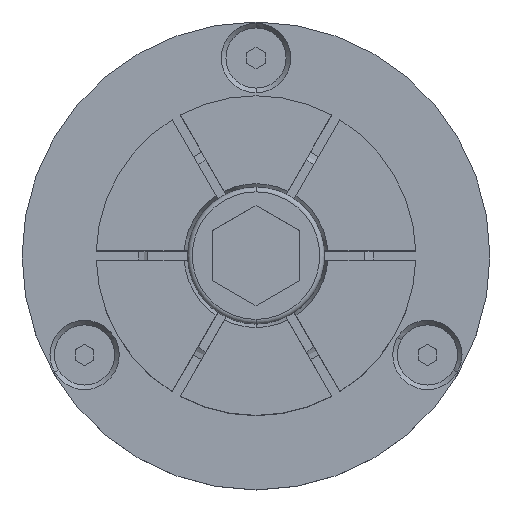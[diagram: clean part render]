
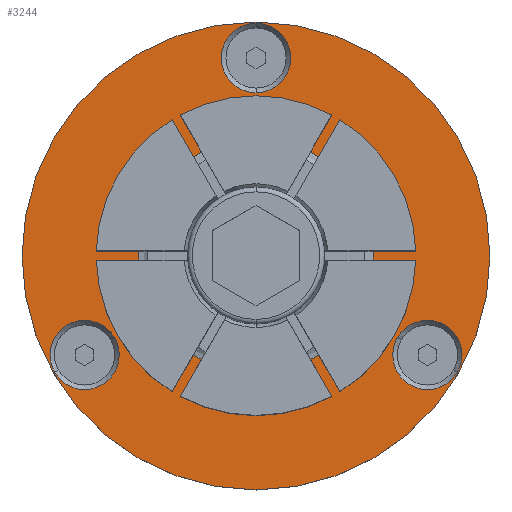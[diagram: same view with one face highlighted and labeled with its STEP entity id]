
A CAD part, top view. The second image highlights one B-rep face of the part: STEP entity #3244.
In plain terms, the highlighted planar face has unit normal (0, 0, 1).
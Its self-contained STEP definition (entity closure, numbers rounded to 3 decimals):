
#16 = DIRECTION ( 'NONE',  ( 0.866, -0.5, 0. ) ) ;
#34 = DIRECTION ( 'NONE',  ( 0., 0., -1. ) ) ;
#159 = VERTEX_POINT ( 'NONE', #3952 ) ;
#186 = ORIENTED_EDGE ( 'NONE', *, *, #3134, .T. ) ;
#188 = EDGE_CURVE ( 'NONE', #2227, #3012, #605, .T. ) ;
#306 = AXIS2_PLACEMENT_3D ( 'NONE', #4520, #2124, #16 ) ;
#312 = ORIENTED_EDGE ( 'NONE', *, *, #1326, .T. ) ;
#411 = DIRECTION ( 'NONE',  ( 0., 0., -1. ) ) ;
#424 = VERTEX_POINT ( 'NONE', #3863 ) ;
#425 = CARTESIAN_POINT ( 'NONE',  ( -27.661, -15.97, 7.874 ) ) ;
#471 = CIRCLE ( 'NONE', #306, 5.588 ) ;
#486 = DIRECTION ( 'NONE',  ( 0., 1., 0. ) ) ;
#605 = CIRCLE ( 'NONE', #4228, 5.588 ) ;
#613 = EDGE_LOOP ( 'NONE', ( #2192, #2020 ) ) ;
#617 = CIRCLE ( 'NONE', #3734, 5.588 ) ;
#663 = ORIENTED_EDGE ( 'NONE', *, *, #1034, .F. ) ;
#712 = AXIS2_PLACEMENT_3D ( 'NONE', #2507, #3707, #486 ) ;
#813 = FACE_BOUND ( 'NONE', #3334, .T. ) ;
#846 = VERTEX_POINT ( 'NONE', #2253 ) ;
#985 = EDGE_LOOP ( 'NONE', ( #663, #1386 ) ) ;
#1034 = EDGE_CURVE ( 'NONE', #1121, #424, #2448, .T. ) ;
#1121 = VERTEX_POINT ( 'NONE', #2770 ) ;
#1137 = CARTESIAN_POINT ( 'NONE',  ( -27.661, -15.97, 7.874 ) ) ;
#1167 = CARTESIAN_POINT ( 'NONE',  ( 32.501, -18.764, 7.874 ) ) ;
#1311 = CIRCLE ( 'NONE', #4955, 18.923 ) ;
#1322 = ORIENTED_EDGE ( 'NONE', *, *, #3521, .T. ) ;
#1326 = EDGE_CURVE ( 'NONE', #4555, #846, #617, .T. ) ;
#1386 = ORIENTED_EDGE ( 'NONE', *, *, #3662, .F. ) ;
#1478 = CARTESIAN_POINT ( 'NONE',  ( -22.822, -13.176, 7.874 ) ) ;
#1622 = DIRECTION ( 'NONE',  ( 0., 1., 0. ) ) ;
#1635 = AXIS2_PLACEMENT_3D ( 'NONE', #3635, #34, #1622 ) ;
#1640 = DIRECTION ( 'NONE',  ( -0.866, -0.5, 0. ) ) ;
#1650 = CARTESIAN_POINT ( 'NONE',  ( 0., 18.923, 7.874 ) ) ;
#1719 = VERTEX_POINT ( 'NONE', #1650 ) ;
#1722 = DIRECTION ( 'NONE',  ( 0., 1., 0. ) ) ;
#1728 = CIRCLE ( 'NONE', #4431, 37.749 ) ;
#1748 = CARTESIAN_POINT ( 'NONE',  ( 0., 0., 7.874 ) ) ;
#1834 = CARTESIAN_POINT ( 'NONE',  ( 27.661, -15.97, 7.874 ) ) ;
#1888 = DIRECTION ( 'NONE',  ( -0.866, -0.5, 0. ) ) ;
#1914 = ORIENTED_EDGE ( 'NONE', *, *, #188, .T. ) ;
#1934 = FACE_BOUND ( 'NONE', #3800, .T. ) ;
#1945 = CARTESIAN_POINT ( 'NONE',  ( -32.501, -18.764, 7.874 ) ) ;
#1955 = EDGE_LOOP ( 'NONE', ( #5223, #186 ) ) ;
#2020 = ORIENTED_EDGE ( 'NONE', *, *, #3928, .T. ) ;
#2055 = CIRCLE ( 'NONE', #3925, 18.923 ) ;
#2124 = DIRECTION ( 'NONE',  ( 0., 0., -1. ) ) ;
#2192 = ORIENTED_EDGE ( 'NONE', *, *, #4941, .T. ) ;
#2227 = VERTEX_POINT ( 'NONE', #1945 ) ;
#2253 = CARTESIAN_POINT ( 'NONE',  ( 22.822, -13.176, 7.874 ) ) ;
#2357 = DIRECTION ( 'NONE',  ( 0., 0., -1. ) ) ;
#2403 = CARTESIAN_POINT ( 'NONE',  ( 37.749, 0., 7.874 ) ) ;
#2448 = CIRCLE ( 'NONE', #3226, 37.749 ) ;
#2453 = FACE_OUTER_BOUND ( 'NONE', #985, .T. ) ;
#2507 = CARTESIAN_POINT ( 'NONE',  ( 0., 31.94, 7.874 ) ) ;
#2644 = DIRECTION ( 'NONE',  ( 0., 0., -1. ) ) ;
#2770 = CARTESIAN_POINT ( 'NONE',  ( 0., 37.749, 7.874 ) ) ;
#2777 = CARTESIAN_POINT ( 'NONE',  ( 0., 26.352, 7.874 ) ) ;
#2865 = FACE_BOUND ( 'NONE', #1955, .T. ) ;
#3012 = VERTEX_POINT ( 'NONE', #1478 ) ;
#3111 = VERTEX_POINT ( 'NONE', #4888 ) ;
#3134 = EDGE_CURVE ( 'NONE', #3937, #159, #4769, .T. ) ;
#3226 = AXIS2_PLACEMENT_3D ( 'NONE', #3909, #2357, #3963 ) ;
#3238 = DIRECTION ( 'NONE',  ( 0., -1., 0. ) ) ;
#3244 = ADVANCED_FACE ( 'NONE', ( #1934, #813, #2865, #4476, #2453 ), #5182, .T. ) ;
#3279 = EDGE_CURVE ( 'NONE', #159, #3937, #4166, .T. ) ;
#3334 = EDGE_LOOP ( 'NONE', ( #1914, #1322 ) ) ;
#3427 = DIRECTION ( 'NONE',  ( 0., 0., -1. ) ) ;
#3488 = DIRECTION ( 'NONE',  ( 0., 0., -1. ) ) ;
#3521 = EDGE_CURVE ( 'NONE', #3012, #2227, #3926, .T. ) ;
#3635 = CARTESIAN_POINT ( 'NONE',  ( 0., 31.94, 7.874 ) ) ;
#3662 = EDGE_CURVE ( 'NONE', #424, #1121, #1728, .T. ) ;
#3707 = DIRECTION ( 'NONE',  ( 0., 0., -1. ) ) ;
#3734 = AXIS2_PLACEMENT_3D ( 'NONE', #1834, #3427, #3874 ) ;
#3800 = EDGE_LOOP ( 'NONE', ( #312, #4335 ) ) ;
#3863 = CARTESIAN_POINT ( 'NONE',  ( 0., -37.749, 7.874 ) ) ;
#3874 = DIRECTION ( 'NONE',  ( 0.866, -0.5, 0. ) ) ;
#3886 = CARTESIAN_POINT ( 'NONE',  ( 0., 0., 7.874 ) ) ;
#3909 = CARTESIAN_POINT ( 'NONE',  ( 0., 0., 7.874 ) ) ;
#3921 = AXIS2_PLACEMENT_3D ( 'NONE', #2403, #4077, #3238 ) ;
#3925 = AXIS2_PLACEMENT_3D ( 'NONE', #3886, #3488, #5118 ) ;
#3926 = CIRCLE ( 'NONE', #4013, 5.588 ) ;
#3928 = EDGE_CURVE ( 'NONE', #3111, #1719, #1311, .T. ) ;
#3937 = VERTEX_POINT ( 'NONE', #2777 ) ;
#3952 = CARTESIAN_POINT ( 'NONE',  ( 0., 37.529, 7.874 ) ) ;
#3963 = DIRECTION ( 'NONE',  ( 0., 1., 0. ) ) ;
#3977 = DIRECTION ( 'NONE',  ( 0., 0., -1. ) ) ;
#4013 = AXIS2_PLACEMENT_3D ( 'NONE', #1137, #4756, #1888 ) ;
#4077 = DIRECTION ( 'NONE',  ( 0., 0., 1. ) ) ;
#4166 = CIRCLE ( 'NONE', #712, 5.588 ) ;
#4228 = AXIS2_PLACEMENT_3D ( 'NONE', #425, #3977, #1640 ) ;
#4335 = ORIENTED_EDGE ( 'NONE', *, *, #4518, .T. ) ;
#4352 = CARTESIAN_POINT ( 'NONE',  ( 0., 0., 7.874 ) ) ;
#4431 = AXIS2_PLACEMENT_3D ( 'NONE', #4352, #411, #4456 ) ;
#4456 = DIRECTION ( 'NONE',  ( 0., 1., 0. ) ) ;
#4476 = FACE_BOUND ( 'NONE', #613, .T. ) ;
#4518 = EDGE_CURVE ( 'NONE', #846, #4555, #471, .T. ) ;
#4520 = CARTESIAN_POINT ( 'NONE',  ( 27.661, -15.97, 7.874 ) ) ;
#4555 = VERTEX_POINT ( 'NONE', #1167 ) ;
#4756 = DIRECTION ( 'NONE',  ( 0., 0., -1. ) ) ;
#4769 = CIRCLE ( 'NONE', #1635, 5.588 ) ;
#4888 = CARTESIAN_POINT ( 'NONE',  ( 0., -18.923, 7.874 ) ) ;
#4941 = EDGE_CURVE ( 'NONE', #1719, #3111, #2055, .T. ) ;
#4955 = AXIS2_PLACEMENT_3D ( 'NONE', #1748, #2644, #1722 ) ;
#5118 = DIRECTION ( 'NONE',  ( 0., 1., 0. ) ) ;
#5182 = PLANE ( 'NONE',  #3921 ) ;
#5223 = ORIENTED_EDGE ( 'NONE', *, *, #3279, .T. ) ;
